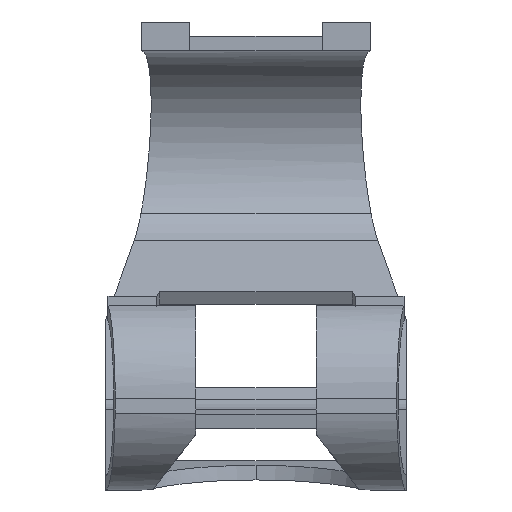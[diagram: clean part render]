
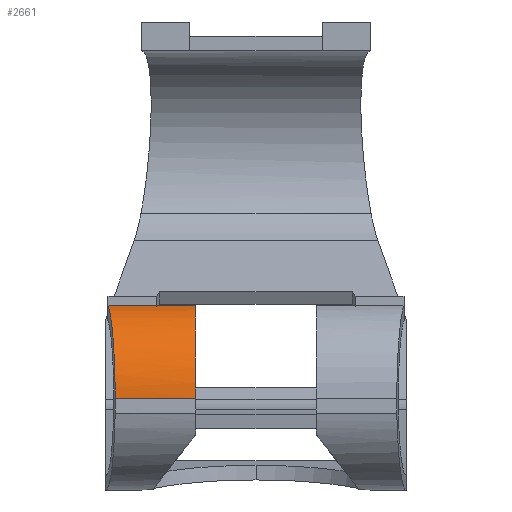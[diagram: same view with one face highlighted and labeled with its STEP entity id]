
A CAD part, left-side view. The second image highlights one B-rep face of the part: STEP entity #2661.
In plain terms, the highlighted cylindrical face has radius 20 mm (diameter 40 mm), a partial arc.
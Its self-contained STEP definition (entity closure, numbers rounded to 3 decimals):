
#1587 = PLANE('',#1588);
#1588 = AXIS2_PLACEMENT_3D('',#1589,#1590,#1591);
#1589 = CARTESIAN_POINT('',(0.,43.75,-44.607));
#1590 = DIRECTION('',(0.,-1.,0.));
#1591 = DIRECTION('',(0.,0.,-1.));
#1619 = PLANE('',#1620);
#1620 = AXIS2_PLACEMENT_3D('',#1621,#1622,#1623);
#1621 = CARTESIAN_POINT('',(-50.607,0.,0.));
#1622 = DIRECTION('',(1.,0.,0.));
#1623 = DIRECTION('',(0.,0.,-1.));
#1670 = PLANE('',#1671);
#1671 = AXIS2_PLACEMENT_3D('',#1672,#1673,#1674);
#1672 = CARTESIAN_POINT('',(-30.436,62.5,-43.607));
#1673 = DIRECTION('',(-0.099,0.995,
    0.));
#1674 = DIRECTION('',(-0.995,-0.099,0.));
#2505 = VERTEX_POINT('',#2506);
#2506 = CARTESIAN_POINT('',(-35.607,43.75,-1.242));
#2520 = PLANE('',#2521);
#2521 = AXIS2_PLACEMENT_3D('',#2522,#2523,#2524);
#2522 = CARTESIAN_POINT('',(-35.607,0.,0.));
#2523 = DIRECTION('',(-1.,0.,0.));
#2524 = DIRECTION('',(0.,0.,1.));
#2532 = EDGE_CURVE('',#2533,#2505,#2535,.T.);
#2533 = VERTEX_POINT('',#2534);
#2534 = CARTESIAN_POINT('',(-50.607,43.75,-20.607));
#2535 = SURFACE_CURVE('',#2536,(#2541,#2552),.PCURVE_S1.);
#2536 = CIRCLE('',#2537,20.);
#2537 = AXIS2_PLACEMENT_3D('',#2538,#2539,#2540);
#2538 = CARTESIAN_POINT('',(-30.607,43.75,-20.607));
#2539 = DIRECTION('',(0.,1.,0.));
#2540 = DIRECTION('',(0.,0.,-1.));
#2541 = PCURVE('',#1587,#2542);
#2542 = DEFINITIONAL_REPRESENTATION('',(#2543),#2551);
#2543 = ( BOUNDED_CURVE() B_SPLINE_CURVE(2,(#2544,#2545,#2546,#2547,
#2548,#2549,#2550),.UNSPECIFIED.,.T.,.F.) B_SPLINE_CURVE_WITH_KNOTS((1,2
    ,2,2,2,1),(-2.094,0.,2.094,4.189,
6.283,8.378),.UNSPECIFIED.) CURVE() 
GEOMETRIC_REPRESENTATION_ITEM() RATIONAL_B_SPLINE_CURVE((1.,0.5,1.,0.5,
1.,0.5,1.)) REPRESENTATION_ITEM('') );
#2544 = CARTESIAN_POINT('',(-4.,-30.607));
#2545 = CARTESIAN_POINT('',(-4.,-65.248));
#2546 = CARTESIAN_POINT('',(-34.,-47.927));
#2547 = CARTESIAN_POINT('',(-64.,-30.607));
#2548 = CARTESIAN_POINT('',(-34.,-13.286));
#2549 = CARTESIAN_POINT('',(-4.,4.034));
#2550 = CARTESIAN_POINT('',(-4.,-30.607));
#2551 = ( GEOMETRIC_REPRESENTATION_CONTEXT(2) 
PARAMETRIC_REPRESENTATION_CONTEXT() REPRESENTATION_CONTEXT('2D SPACE',''
  ) );
#2552 = PCURVE('',#2553,#2558);
#2553 = CYLINDRICAL_SURFACE('',#2554,20.);
#2554 = AXIS2_PLACEMENT_3D('',#2555,#2556,#2557);
#2555 = CARTESIAN_POINT('',(-30.607,0.,-20.607));
#2556 = DIRECTION('',(0.,1.,0.));
#2557 = DIRECTION('',(0.,0.,1.));
#2558 = DEFINITIONAL_REPRESENTATION('',(#2559),#2563);
#2559 = LINE('',#2560,#2561);
#2560 = CARTESIAN_POINT('',(3.142,43.75));
#2561 = VECTOR('',#2562,1.);
#2562 = DIRECTION('',(1.,0.));
#2563 = ( GEOMETRIC_REPRESENTATION_CONTEXT(2) 
PARAMETRIC_REPRESENTATION_CONTEXT() REPRESENTATION_CONTEXT('2D SPACE',''
  ) );
#2614 = VERTEX_POINT('',#2615);
#2615 = CARTESIAN_POINT('',(-35.607,51.987,
    -1.242));
#2641 = EDGE_CURVE('',#2614,#2505,#2642,.T.);
#2642 = SURFACE_CURVE('',#2643,(#2647,#2654),.PCURVE_S1.);
#2643 = LINE('',#2644,#2645);
#2644 = CARTESIAN_POINT('',(-35.607,84.,-1.242));
#2645 = VECTOR('',#2646,1.);
#2646 = DIRECTION('',(-0.,-1.,-0.));
#2647 = PCURVE('',#2520,#2648);
#2648 = DEFINITIONAL_REPRESENTATION('',(#2649),#2653);
#2649 = LINE('',#2650,#2651);
#2650 = CARTESIAN_POINT('',(-1.242,84.));
#2651 = VECTOR('',#2652,1.);
#2652 = DIRECTION('',(0.,-1.));
#2653 = ( GEOMETRIC_REPRESENTATION_CONTEXT(2) 
PARAMETRIC_REPRESENTATION_CONTEXT() REPRESENTATION_CONTEXT('2D SPACE',''
  ) );
#2654 = PCURVE('',#2553,#2655);
#2655 = DEFINITIONAL_REPRESENTATION('',(#2656),#2660);
#2656 = LINE('',#2657,#2658);
#2657 = CARTESIAN_POINT('',(6.031,84.));
#2658 = VECTOR('',#2659,1.);
#2659 = DIRECTION('',(0.,-1.));
#2660 = ( GEOMETRIC_REPRESENTATION_CONTEXT(2) 
PARAMETRIC_REPRESENTATION_CONTEXT() REPRESENTATION_CONTEXT('2D SPACE',''
  ) );
#2661 = ADVANCED_FACE('',(#2662),#2553,.T.);
#2662 = FACE_BOUND('',#2663,.T.);
#2663 = EDGE_LOOP('',(#2664,#2687,#2688,#2689,#2717));
#2664 = ORIENTED_EDGE('',*,*,#2665,.F.);
#2665 = EDGE_CURVE('',#2533,#2666,#2668,.T.);
#2666 = VERTEX_POINT('',#2667);
#2667 = CARTESIAN_POINT('',(-50.607,60.5,-20.607));
#2668 = SURFACE_CURVE('',#2669,(#2673,#2680),.PCURVE_S1.);
#2669 = LINE('',#2670,#2671);
#2670 = CARTESIAN_POINT('',(-50.607,0.,-20.607));
#2671 = VECTOR('',#2672,1.);
#2672 = DIRECTION('',(0.,1.,0.));
#2673 = PCURVE('',#2553,#2674);
#2674 = DEFINITIONAL_REPRESENTATION('',(#2675),#2679);
#2675 = LINE('',#2676,#2677);
#2676 = CARTESIAN_POINT('',(4.712,0.));
#2677 = VECTOR('',#2678,1.);
#2678 = DIRECTION('',(0.,1.));
#2679 = ( GEOMETRIC_REPRESENTATION_CONTEXT(2) 
PARAMETRIC_REPRESENTATION_CONTEXT() REPRESENTATION_CONTEXT('2D SPACE',''
  ) );
#2680 = PCURVE('',#1619,#2681);
#2681 = DEFINITIONAL_REPRESENTATION('',(#2682),#2686);
#2682 = LINE('',#2683,#2684);
#2683 = CARTESIAN_POINT('',(20.607,0.));
#2684 = VECTOR('',#2685,1.);
#2685 = DIRECTION('',(0.,1.));
#2686 = ( GEOMETRIC_REPRESENTATION_CONTEXT(2) 
PARAMETRIC_REPRESENTATION_CONTEXT() REPRESENTATION_CONTEXT('2D SPACE',''
  ) );
#2687 = ORIENTED_EDGE('',*,*,#2532,.T.);
#2688 = ORIENTED_EDGE('',*,*,#2641,.F.);
#2689 = ORIENTED_EDGE('',*,*,#2690,.F.);
#2690 = EDGE_CURVE('',#2691,#2614,#2693,.T.);
#2691 = VERTEX_POINT('',#2692);
#2692 = CARTESIAN_POINT('',(-35.607,61.987,
    -1.242));
#2693 = SURFACE_CURVE('',#2694,(#2698,#2705),.PCURVE_S1.);
#2694 = LINE('',#2695,#2696);
#2695 = CARTESIAN_POINT('',(-35.607,84.,-1.242));
#2696 = VECTOR('',#2697,1.);
#2697 = DIRECTION('',(-0.,-1.,-0.));
#2698 = PCURVE('',#2553,#2699);
#2699 = DEFINITIONAL_REPRESENTATION('',(#2700),#2704);
#2700 = LINE('',#2701,#2702);
#2701 = CARTESIAN_POINT('',(6.031,84.));
#2702 = VECTOR('',#2703,1.);
#2703 = DIRECTION('',(0.,-1.));
#2704 = ( GEOMETRIC_REPRESENTATION_CONTEXT(2) 
PARAMETRIC_REPRESENTATION_CONTEXT() REPRESENTATION_CONTEXT('2D SPACE',''
  ) );
#2705 = PCURVE('',#2706,#2711);
#2706 = PLANE('',#2707);
#2707 = AXIS2_PLACEMENT_3D('',#2708,#2709,#2710);
#2708 = CARTESIAN_POINT('',(-35.607,0.,0.));
#2709 = DIRECTION('',(-1.,0.,0.));
#2710 = DIRECTION('',(0.,0.,1.));
#2711 = DEFINITIONAL_REPRESENTATION('',(#2712),#2716);
#2712 = LINE('',#2713,#2714);
#2713 = CARTESIAN_POINT('',(-1.242,84.));
#2714 = VECTOR('',#2715,1.);
#2715 = DIRECTION('',(0.,-1.));
#2716 = ( GEOMETRIC_REPRESENTATION_CONTEXT(2) 
PARAMETRIC_REPRESENTATION_CONTEXT() REPRESENTATION_CONTEXT('2D SPACE',''
  ) );
#2717 = ORIENTED_EDGE('',*,*,#2718,.T.);
#2718 = EDGE_CURVE('',#2691,#2666,#2719,.T.);
#2719 = SURFACE_CURVE('',#2720,(#2725,#2754),.PCURVE_S1.);
#2720 = ( BOUNDED_CURVE() B_SPLINE_CURVE(3,(#2721,#2722,#2723,#2724),
.UNSPECIFIED.,.F.,.F.) B_SPLINE_CURVE_WITH_KNOTS((4,4),(1.823,
3.142),.PIECEWISE_BEZIER_KNOTS.) CURVE() 
GEOMETRIC_REPRESENTATION_ITEM() RATIONAL_B_SPLINE_CURVE((1.,
0.86,0.86,1.)) REPRESENTATION_ITEM('') );
#2721 = CARTESIAN_POINT('',(-35.607,61.987,
    -1.242));
#2722 = CARTESIAN_POINT('',(-44.795,61.076,
    -3.614));
#2723 = CARTESIAN_POINT('',(-50.607,60.5,-11.117));
#2724 = CARTESIAN_POINT('',(-50.607,60.5,-20.607));
#2725 = PCURVE('',#2553,#2726);
#2726 = DEFINITIONAL_REPRESENTATION('',(#2727),#2753);
#2727 = B_SPLINE_CURVE_WITH_KNOTS('',3,(#2728,#2729,#2730,#2731,#2732,
    #2733,#2734,#2735,#2736,#2737,#2738,#2739,#2740,#2741,#2742,#2743,
    #2744,#2745,#2746,#2747,#2748,#2749,#2750,#2751,#2752),
  .UNSPECIFIED.,.F.,.F.,(4,1,1,1,1,1,1,1,1,1,1,1,1,1,1,1,1,1,1,1,1,1,4),
  (1.823,1.883,1.943,2.003,
    2.063,2.123,2.183,2.243,
    2.303,2.363,2.423,2.483,
    2.542,2.602,2.662,2.722,
    2.782,2.842,2.902,2.962,
    3.022,3.082,3.142),.QUASI_UNIFORM_KNOTS.);
#2728 = CARTESIAN_POINT('',(6.031,61.987));
#2729 = CARTESIAN_POINT('',(6.012,61.952));
#2730 = CARTESIAN_POINT('',(5.974,61.88));
#2731 = CARTESIAN_POINT('',(5.917,61.773));
#2732 = CARTESIAN_POINT('',(5.859,61.667));
#2733 = CARTESIAN_POINT('',(5.8,61.561));
#2734 = CARTESIAN_POINT('',(5.74,61.458));
#2735 = CARTESIAN_POINT('',(5.68,61.357));
#2736 = CARTESIAN_POINT('',(5.619,61.26));
#2737 = CARTESIAN_POINT('',(5.558,61.166));
#2738 = CARTESIAN_POINT('',(5.496,61.077));
#2739 = CARTESIAN_POINT('',(5.434,60.993));
#2740 = CARTESIAN_POINT('',(5.371,60.914));
#2741 = CARTESIAN_POINT('',(5.309,60.842));
#2742 = CARTESIAN_POINT('',(5.247,60.776));
#2743 = CARTESIAN_POINT('',(5.185,60.717));
#2744 = CARTESIAN_POINT('',(5.124,60.664));
#2745 = CARTESIAN_POINT('',(5.063,60.619));
#2746 = CARTESIAN_POINT('',(5.002,60.582));
#2747 = CARTESIAN_POINT('',(4.943,60.551));
#2748 = CARTESIAN_POINT('',(4.884,60.528));
#2749 = CARTESIAN_POINT('',(4.826,60.512));
#2750 = CARTESIAN_POINT('',(4.768,60.502));
#2751 = CARTESIAN_POINT('',(4.731,60.5));
#2752 = CARTESIAN_POINT('',(4.712,60.5));
#2753 = ( GEOMETRIC_REPRESENTATION_CONTEXT(2) 
PARAMETRIC_REPRESENTATION_CONTEXT() REPRESENTATION_CONTEXT('2D SPACE',''
  ) );
#2754 = PCURVE('',#1670,#2755);
#2755 = DEFINITIONAL_REPRESENTATION('',(#2756),#2761);
#2756 = ( BOUNDED_CURVE() B_SPLINE_CURVE(3,(#2757,#2758,#2759,#2760),
.UNSPECIFIED.,.F.,.F.) B_SPLINE_CURVE_WITH_KNOTS((4,4),(1.823,
3.142),.PIECEWISE_BEZIER_KNOTS.) CURVE() 
GEOMETRIC_REPRESENTATION_ITEM() RATIONAL_B_SPLINE_CURVE((1.,
0.86,0.86,1.)) REPRESENTATION_ITEM('') );
#2757 = CARTESIAN_POINT('',(5.196,42.365));
#2758 = CARTESIAN_POINT('',(14.429,39.992));
#2759 = CARTESIAN_POINT('',(20.269,32.49));
#2760 = CARTESIAN_POINT('',(20.269,23.));
#2761 = ( GEOMETRIC_REPRESENTATION_CONTEXT(2) 
PARAMETRIC_REPRESENTATION_CONTEXT() REPRESENTATION_CONTEXT('2D SPACE',''
  ) );
